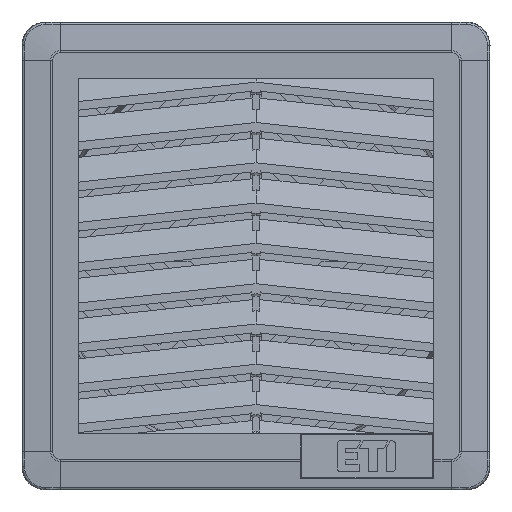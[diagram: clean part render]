
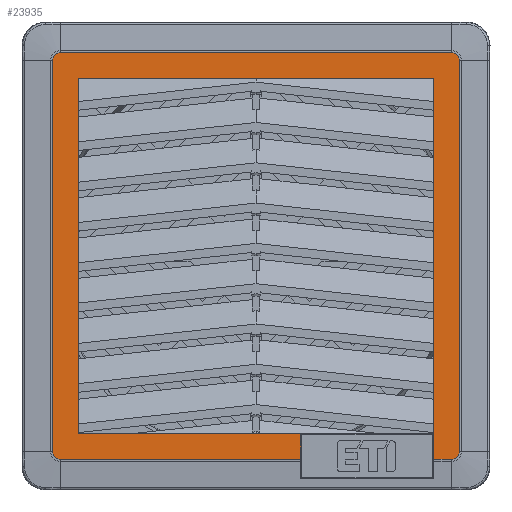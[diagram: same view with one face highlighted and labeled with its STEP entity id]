
A CAD part, front view. The second image highlights one B-rep face of the part: STEP entity #23935.
In plain terms, the highlighted planar face has unit normal (0, -1, 0).
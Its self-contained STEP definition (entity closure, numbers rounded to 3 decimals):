
#12063=DIRECTION('',(0.,0.,1.));
#12064=VECTOR('',#12063,5.775);
#12065=CARTESIAN_POINT('',(310.15,-23.4,-46.275));
#12066=LINE('',#12065,#12064);
#12105=DIRECTION('',(0.,0.,-1.));
#12106=VECTOR('',#12105,86.775);
#12107=CARTESIAN_POINT('',(340.45,-23.4,40.5));
#12108=LINE('',#12107,#12106);
#12568=DIRECTION('',(1.,0.,0.));
#12569=VECTOR('',#12568,80.9);
#12570=CARTESIAN_POINT('',(259.55,-23.4,40.5));
#12571=LINE('',#12570,#12569);
#12848=DIRECTION('',(0.,0.,1.));
#12849=VECTOR('',#12848,81.);
#12850=CARTESIAN_POINT('',(259.55,-23.4,-40.5));
#12851=LINE('',#12850,#12849);
#14990=DIRECTION('',(-1.,0.,0.));
#14991=VECTOR('',#14990,50.6);
#14992=CARTESIAN_POINT('',(310.15,-23.4,-40.5));
#14993=LINE('',#14992,#14991);
#14997=DIRECTION('',(-1.,0.,
0.));
#14998=VECTOR('',#14997,4.087);
#14999=CARTESIAN_POINT('',(344.537,-23.4,
-46.275));
#15000=LINE('',#14999,#14998);
#15004=DIRECTION('',(-1.,0.,0.));
#15005=VECTOR('',#15004,54.687);
#15006=CARTESIAN_POINT('',(310.15,-23.4,-46.275));
#15007=LINE('',#15006,#15005);
#15011=CARTESIAN_POINT('',(255.463,-23.4,
-44.537));
#15012=DIRECTION('',(0.,1.,0.));
#15013=DIRECTION('',(0.,0.,-1.));
#15014=AXIS2_PLACEMENT_3D('',#15011,#15012,#15013);
#15019=DIRECTION('',(0.,0.,1.));
#15020=VECTOR('',#15019,89.073);
#15021=CARTESIAN_POINT('',(253.725,-23.4,
-44.537));
#15022=LINE('',#15021,#15020);
#15026=CARTESIAN_POINT('',(255.463,-23.4,
44.537));
#15027=DIRECTION('',(0.,1.,0.));
#15028=DIRECTION('',(-1.,0.,0.));
#15029=AXIS2_PLACEMENT_3D('',#15026,#15027,#15028);
#15034=DIRECTION('',(1.,0.,0.));
#15035=VECTOR('',#15034,89.073);
#15036=CARTESIAN_POINT('',(255.463,-23.4,
46.275));
#15037=LINE('',#15036,#15035);
#15041=CARTESIAN_POINT('',(344.537,-23.4,
44.537));
#15042=DIRECTION('',(0.,1.,0.));
#15043=DIRECTION('',(0.,0.,1.));
#15044=AXIS2_PLACEMENT_3D('',#15041,#15042,#15043);
#15049=CARTESIAN_POINT('',(344.537,-23.4,
-44.537));
#15050=DIRECTION('',(0.,1.,0.));
#15051=DIRECTION('',(1.,0.,0.));
#15052=AXIS2_PLACEMENT_3D('',#15049,#15050,#15051);
#15081=DIRECTION('',(0.,0.,1.));
#15082=VECTOR('',#15081,89.073);
#15083=CARTESIAN_POINT('',(346.275,-23.4,
-44.537));
#15084=LINE('',#15083,#15082);
#19890=CARTESIAN_POINT('',(310.15,-23.4,-46.275));
#19891=VERTEX_POINT('',#19890);
#19892=CARTESIAN_POINT('',(310.15,-23.4,-40.5));
#19893=VERTEX_POINT('',#19892);
#19902=CARTESIAN_POINT('',(340.45,-23.4,40.5));
#19903=VERTEX_POINT('',#19902);
#19904=CARTESIAN_POINT('',(340.45,-23.4,-46.275));
#19905=VERTEX_POINT('',#19904);
#19992=CARTESIAN_POINT('',(259.55,-23.4,40.5));
#19993=VERTEX_POINT('',#19992);
#20022=CARTESIAN_POINT('',(259.55,-23.4,-40.5));
#20023=VERTEX_POINT('',#20022);
#20238=CARTESIAN_POINT('',(344.537,-23.4,
-46.275));
#20239=VERTEX_POINT('',#20238);
#20240=CARTESIAN_POINT('',(255.463,-23.4,
-46.275));
#20241=VERTEX_POINT('',#20240);
#20242=CARTESIAN_POINT('',(253.725,-23.4,
-44.537));
#20243=VERTEX_POINT('',#20242);
#20244=CARTESIAN_POINT('',(253.725,-23.4,
44.537));
#20245=VERTEX_POINT('',#20244);
#20246=CARTESIAN_POINT('',(255.463,-23.4,
46.275));
#20247=VERTEX_POINT('',#20246);
#20248=CARTESIAN_POINT('',(344.537,-23.4,
46.275));
#20249=VERTEX_POINT('',#20248);
#20250=CARTESIAN_POINT('',(346.275,-23.4,
44.537));
#20251=VERTEX_POINT('',#20250);
#20252=CARTESIAN_POINT('',(346.275,-23.4,
-44.537));
#20253=VERTEX_POINT('',#20252);
#23905=CARTESIAN_POINT('',(355.531,-23.4,
-55.531));
#23906=DIRECTION('',(0.,-1.,0.));
#23907=DIRECTION('',(1.,0.,0.));
#23908=AXIS2_PLACEMENT_3D('',#23905,#23906,#23907);
#23909=PLANE('',#23908);
#23911=ORIENTED_EDGE('',*,*,#23910,.T.);
#23912=ORIENTED_EDGE('',*,*,#20880,.F.);
#23913=ORIENTED_EDGE('',*,*,#21334,.F.);
#23914=ORIENTED_EDGE('',*,*,#21438,.F.);
#23915=ORIENTED_EDGE('',*,*,#23893,.F.);
#23916=ORIENTED_EDGE('',*,*,#20830,.F.);
#23918=ORIENTED_EDGE('',*,*,#23917,.T.);
#23920=ORIENTED_EDGE('',*,*,#23919,.T.);
#23922=ORIENTED_EDGE('',*,*,#23921,.T.);
#23924=ORIENTED_EDGE('',*,*,#23923,.T.);
#23926=ORIENTED_EDGE('',*,*,#23925,.T.);
#23928=ORIENTED_EDGE('',*,*,#23927,.T.);
#23930=ORIENTED_EDGE('',*,*,#23929,.F.);
#23932=ORIENTED_EDGE('',*,*,#23931,.T.);
#23933=EDGE_LOOP('',(#23911,#23912,#23913,#23914,#23915,#23916,#23918,#23920,
#23922,#23924,#23926,#23928,#23930,#23932));
#23934=FACE_OUTER_BOUND('',#23933,.F.);
#15015=CIRCLE('',#15014,1.738);
#15030=CIRCLE('',#15029,1.738);
#15045=CIRCLE('',#15044,1.738);
#15053=CIRCLE('',#15052,1.738);
#20830=EDGE_CURVE('',#19891,#19893,#12066,.T.);
#20880=EDGE_CURVE('',#19903,#19905,#12108,.T.);
#21334=EDGE_CURVE('',#19993,#19903,#12571,.T.);
#21438=EDGE_CURVE('',#20023,#19993,#12851,.T.);
#23893=EDGE_CURVE('',#19893,#20023,#14993,.T.);
#23910=EDGE_CURVE('',#20239,#19905,#15000,.T.);
#23917=EDGE_CURVE('',#19891,#20241,#15007,.T.);
#23919=EDGE_CURVE('',#20241,#20243,#15015,.T.);
#23921=EDGE_CURVE('',#20243,#20245,#15022,.T.);
#23923=EDGE_CURVE('',#20245,#20247,#15030,.T.);
#23925=EDGE_CURVE('',#20247,#20249,#15037,.T.);
#23927=EDGE_CURVE('',#20249,#20251,#15045,.T.);
#23929=EDGE_CURVE('',#20253,#20251,#15084,.T.);
#23931=EDGE_CURVE('',#20253,#20239,#15053,.T.);
#23935=ADVANCED_FACE('',(#23934),#23909,.T.);
